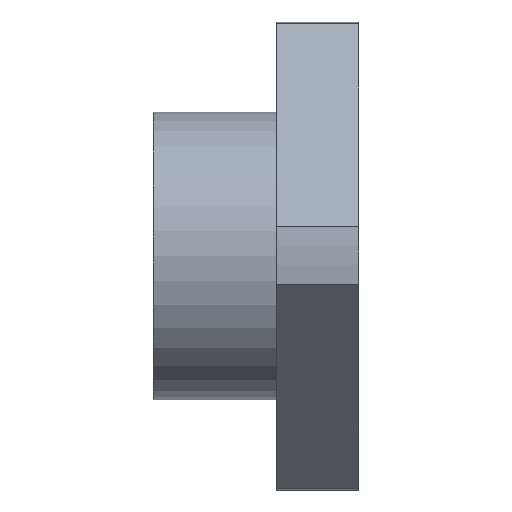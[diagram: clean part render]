
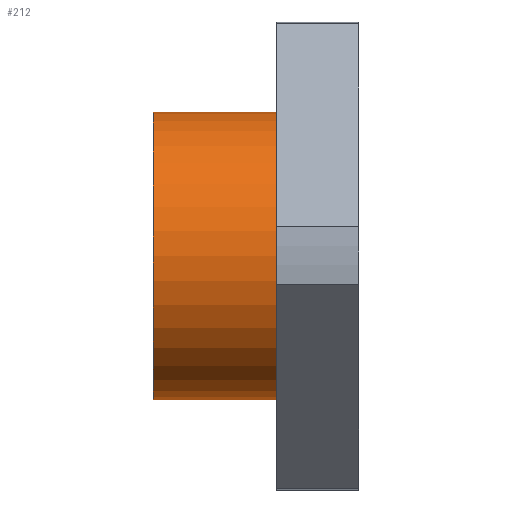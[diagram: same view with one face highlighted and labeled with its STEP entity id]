
A CAD part, top view. The second image highlights one B-rep face of the part: STEP entity #212.
In plain terms, the highlighted cylindrical face has radius 17.5 mm (diameter 35 mm), a partial arc.
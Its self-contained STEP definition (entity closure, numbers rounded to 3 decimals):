
#212 = ADVANCED_FACE( '', ( #361 ), #362, .T. );
#361 = FACE_OUTER_BOUND( '', #572, .T. );
#362 = CYLINDRICAL_SURFACE( '', #573, 17.5 );
#572 = EDGE_LOOP( '', ( #1004, #1005, #1006, #1007 ) );
#573 = AXIS2_PLACEMENT_3D( '', #1008, #1009, #1010 );
#1004 = ORIENTED_EDGE( '', *, *, #1390, .T. );
#1005 = ORIENTED_EDGE( '', *, *, #1491, .F. );
#1006 = ORIENTED_EDGE( '', *, *, #1392, .T. );
#1007 = ORIENTED_EDGE( '', *, *, #1480, .T. );
#1008 = CARTESIAN_POINT( '', ( -17.5, 0., 0. ) );
#1009 = DIRECTION( '', ( 1., 0., 0. ) );
#1010 = DIRECTION( '', ( 0., 1., 0. ) );
#1390 = EDGE_CURVE( '', #1606, #1607, #1608, .T. );
#1392 = EDGE_CURVE( '', #1611, #1609, #1612, .T. );
#1480 = EDGE_CURVE( '', #1609, #1606, #1764, .T. );
#1491 = EDGE_CURVE( '', #1611, #1607, #1775, .T. );
#1606 = VERTEX_POINT( '', #1968 );
#1607 = VERTEX_POINT( '', #1969 );
#1608 = LINE( '', #1970, #1971 );
#1609 = VERTEX_POINT( '', #1972 );
#1611 = VERTEX_POINT( '', #1974 );
#1612 = LINE( '', #1975, #1976 );
#1764 = CIRCLE( '', #2168, 17.5 );
#1775 = CIRCLE( '', #2179, 17.5 );
#1968 = CARTESIAN_POINT( '', ( -10., 17.5, 0. ) );
#1969 = CARTESIAN_POINT( '', ( -25., 17.5, 0. ) );
#1970 = CARTESIAN_POINT( '', ( -17.5, 17.5, 0. ) );
#1971 = VECTOR( '', #2396, 1. );
#1972 = CARTESIAN_POINT( '', ( -10., -17.5, 0. ) );
#1974 = CARTESIAN_POINT( '', ( -25., -17.5, 0. ) );
#1975 = CARTESIAN_POINT( '', ( -17.5, -17.5, 0. ) );
#1976 = VECTOR( '', #2400, 1. );
#2168 = AXIS2_PLACEMENT_3D( '', #2582, #2583, #2584 );
#2179 = AXIS2_PLACEMENT_3D( '', #2615, #2616, #2617 );
#2396 = DIRECTION( '', ( -1., 0., 0. ) );
#2400 = DIRECTION( '', ( 1., 0., 0. ) );
#2582 = CARTESIAN_POINT( '', ( -10., 0., 0. ) );
#2583 = DIRECTION( '', ( -1., 0., 0. ) );
#2584 = DIRECTION( '', ( 0., 1., 0. ) );
#2615 = CARTESIAN_POINT( '', ( -25., 0., 0. ) );
#2616 = DIRECTION( '', ( -1., 0., 0. ) );
#2617 = DIRECTION( '', ( 0., 1., 0. ) );
